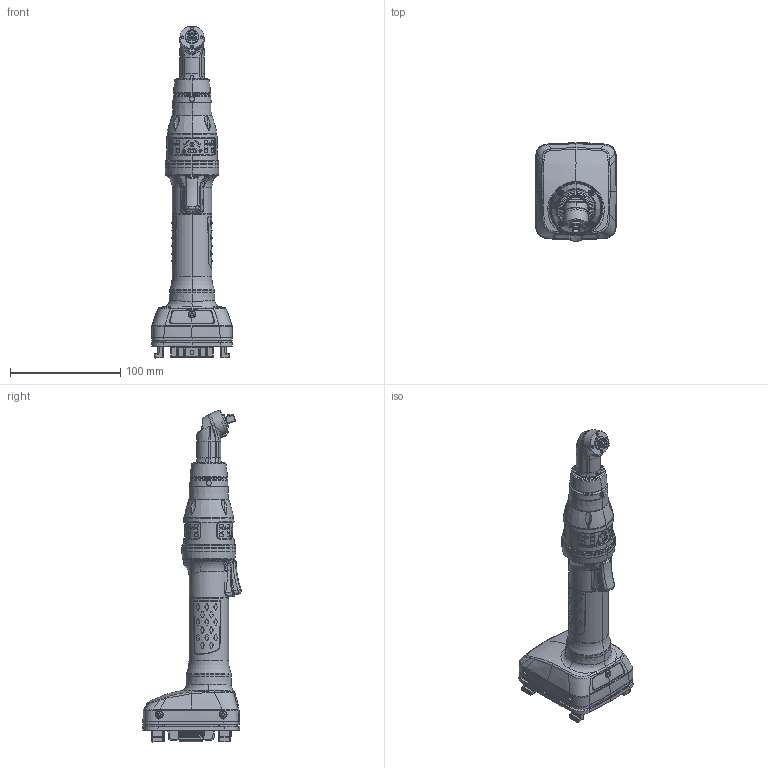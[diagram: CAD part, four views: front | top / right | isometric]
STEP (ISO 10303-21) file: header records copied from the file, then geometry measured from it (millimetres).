
FILE_DESCRIPTION((''),'2;1');
FILE_NAME('EXT_COMP_SW0014','2022-03-28T21:40:56',('INEVDh'),(''),'CREO PARAMETRIC BY PTC INC, 2020281','CREO PARAMETRIC BY PTC INC, 2020281','');
FILE_SCHEMA(('CONFIG_CONTROL_DESIGN'));
Products named in the file (1): EXT_COMP_SW0014
Bounding box: 73.4 x 89.94 x 301.81 mm (x, y, z)
Volume: 471953.9 mm3; surface area: 66093.5 mm2
Topology: 2 solids, 11 shells, 2608 faces, 6600 edges, 4143 vertices
Faces by surface type: bspline 910, plane 756, cylinder 649, torus 141, cone 104, sphere 28, extrusion 16, revolution 4
Entity records: 146163 total; most frequent: CARTESIAN_POINT 90266, ORIENTED_EDGE 13176, DIRECTION 9071, EDGE_CURVE 6588, VERTEX_POINT 4143, AXIS2_PLACEMENT_3D 3293, EDGE_LOOP 2777, FACE_OUTER_BOUND 2608
